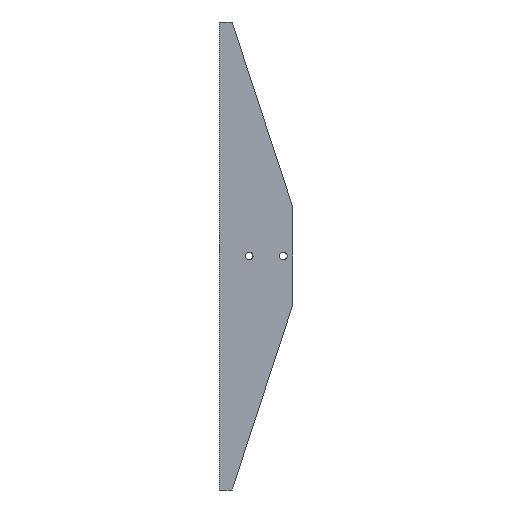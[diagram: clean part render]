
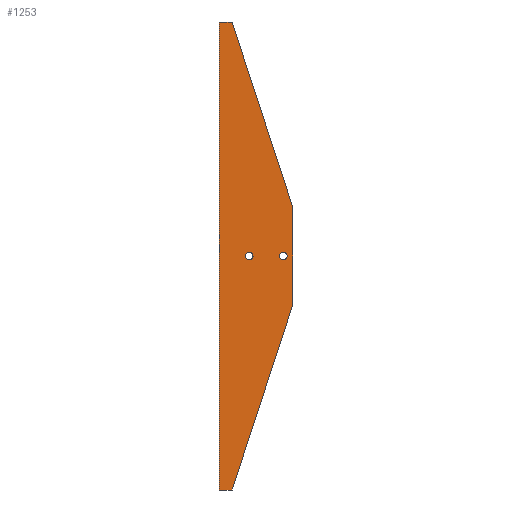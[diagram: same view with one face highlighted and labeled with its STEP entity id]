
A CAD part, left-side view. The second image highlights one B-rep face of the part: STEP entity #1253.
In plain terms, the highlighted planar face has unit normal (-1, 0, 0).
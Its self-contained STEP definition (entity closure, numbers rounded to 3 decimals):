
#62=FACE_BOUND('',#205,.T.);
#63=FACE_BOUND('',#206,.T.);
#110=CIRCLE('',#1383,4.5);
#111=CIRCLE('',#1384,4.5);
#120=FACE_OUTER_BOUND('',#204,.T.);
#204=EDGE_LOOP('',(#932,#933,#934,#935,#936,#937,#938,#939));
#205=EDGE_LOOP('',(#940));
#206=EDGE_LOOP('',(#941));
#261=LINE('',#1790,#387);
#297=LINE('',#1911,#423);
#301=LINE('',#1917,#427);
#302=LINE('',#1920,#428);
#310=LINE('',#1934,#436);
#333=LINE('',#2025,#459);
#334=LINE('',#2026,#460);
#335=LINE('',#2027,#461);
#387=VECTOR('',#1443,10.);
#423=VECTOR('',#1533,10.);
#427=VECTOR('',#1539,10.);
#428=VECTOR('',#1542,10.);
#436=VECTOR('',#1554,10.);
#459=VECTOR('',#1623,10.);
#460=VECTOR('',#1624,10.);
#461=VECTOR('',#1625,10.);
#513=VERTEX_POINT('',#1787);
#514=VERTEX_POINT('',#1789);
#571=VERTEX_POINT('',#1909);
#572=VERTEX_POINT('',#1910);
#573=VERTEX_POINT('',#1915);
#574=VERTEX_POINT('',#1919);
#578=VERTEX_POINT('',#1932);
#623=VERTEX_POINT('',#2024);
#624=VERTEX_POINT('',#2028);
#625=VERTEX_POINT('',#2030);
#629=EDGE_CURVE('',#514,#513,#261,.T.);
#689=EDGE_CURVE('',#571,#572,#297,.T.);
#693=EDGE_CURVE('',#573,#572,#301,.T.);
#694=EDGE_CURVE('',#573,#574,#302,.T.);
#702=EDGE_CURVE('',#513,#578,#310,.T.);
#747=EDGE_CURVE('',#578,#623,#333,.T.);
#748=EDGE_CURVE('',#571,#623,#334,.T.);
#749=EDGE_CURVE('',#514,#574,#335,.T.);
#750=EDGE_CURVE('',#624,#624,#110,.T.);
#751=EDGE_CURVE('',#625,#625,#111,.T.);
#932=ORIENTED_EDGE('',*,*,#747,.T.);
#933=ORIENTED_EDGE('',*,*,#748,.F.);
#934=ORIENTED_EDGE('',*,*,#689,.T.);
#935=ORIENTED_EDGE('',*,*,#693,.F.);
#936=ORIENTED_EDGE('',*,*,#694,.T.);
#937=ORIENTED_EDGE('',*,*,#749,.F.);
#938=ORIENTED_EDGE('',*,*,#629,.T.);
#939=ORIENTED_EDGE('',*,*,#702,.T.);
#940=ORIENTED_EDGE('',*,*,#750,.T.);
#941=ORIENTED_EDGE('',*,*,#751,.T.);
#1156=PLANE('',#1382);
#1253=ADVANCED_FACE('',(#120,#62,#63),#1156,.T.);
#1382=AXIS2_PLACEMENT_3D('',#2023,#1621,#1622);
#1383=AXIS2_PLACEMENT_3D('',#2029,#1626,#1627);
#1384=AXIS2_PLACEMENT_3D('',#2031,#1628,#1629);
#1443=DIRECTION('',(0.,1.,0.));
#1533=DIRECTION('',(0.,-0.311,0.95));
#1539=DIRECTION('',(0.,0.,-1.));
#1542=DIRECTION('',(0.,0.311,0.95));
#1554=DIRECTION('',(0.,0.,-1.));
#1621=DIRECTION('center_axis',(-1.,0.,0.));
#1622=DIRECTION('ref_axis',(0.,0.,
1.));
#1623=DIRECTION('',(0.,-1.,0.));
#1624=DIRECTION('',(0.,1.,0.));
#1625=DIRECTION('',(0.,-1.,0.));
#1626=DIRECTION('center_axis',(1.,0.,0.));
#1627=DIRECTION('ref_axis',(0.,0.,1.));
#1628=DIRECTION('center_axis',(1.,0.,0.));
#1629=DIRECTION('ref_axis',(0.,0.,1.));
#1787=CARTESIAN_POINT('',(-33.,2.,0.));
#1789=CARTESIAN_POINT('',(-33.,-2.,0.));
#1790=CARTESIAN_POINT('',(-33.,-20.369,0.));
#1909=CARTESIAN_POINT('',(-33.,-13.,-550.));
#1910=CARTESIAN_POINT('',(-33.,-84.,-333.));
#1911=CARTESIAN_POINT('',(-33.,-54.979,-421.697));
#1915=CARTESIAN_POINT('',(-33.,-84.,-217.));
#1917=CARTESIAN_POINT('',(-33.,-84.,0.));
#1919=CARTESIAN_POINT('',(-33.,-13.,0.));
#1920=CARTESIAN_POINT('',(-33.,-90.479,-236.803));
#1932=CARTESIAN_POINT('',(-33.,2.,-550.));
#1934=CARTESIAN_POINT('',(-33.,2.,-275.));
#2023=CARTESIAN_POINT('Origin',(-33.,-40.738,-275.));
#2024=CARTESIAN_POINT('',(-33.,-2.,-550.));
#2025=CARTESIAN_POINT('',(-33.,-21.369,-550.));
#2026=CARTESIAN_POINT('',(-33.,2.524,-550.));
#2027=CARTESIAN_POINT('',(-33.,-20.369,0.));
#2028=CARTESIAN_POINT('',(-33.,-73.,-279.5));
#2029=CARTESIAN_POINT('Origin',(-33.,-73.,-275.));
#2030=CARTESIAN_POINT('',(-33.,-33.,-279.5));
#2031=CARTESIAN_POINT('Origin',(-33.,-33.,-275.));
